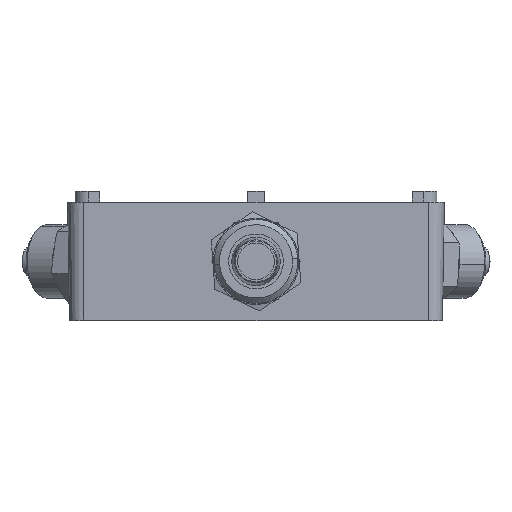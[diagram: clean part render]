
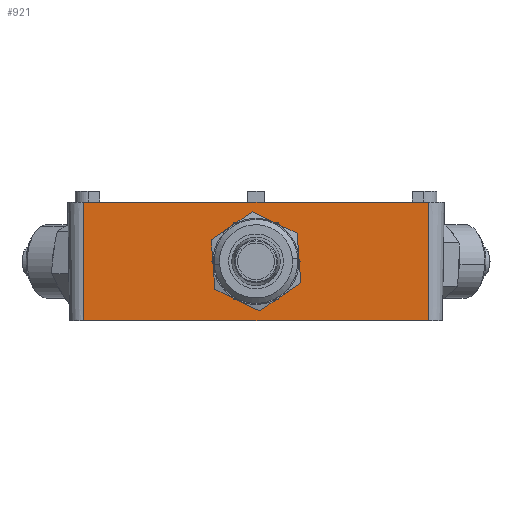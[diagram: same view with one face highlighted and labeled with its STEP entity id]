
A CAD part, front view. The second image highlights one B-rep face of the part: STEP entity #921.
In plain terms, the highlighted planar face has unit normal (0, -1, -0.018).
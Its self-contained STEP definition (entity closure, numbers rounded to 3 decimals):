
#921=ADVANCED_FACE('',(#2518,#2519),#2520,.T.);
#2518=FACE_BOUND('',#4877,.T.);
#2519=FACE_OUTER_BOUND('',#4878,.T.);
#2520=PLANE('',#4879);
#4877=EDGE_LOOP('',(#7729,#7730,#7731,#7732,#7733,#7734));
#4878=EDGE_LOOP('',(#7735,#7736,#7737,#7738));
#4879=AXIS2_PLACEMENT_3D('',#7739,#7740,#7741);
#7729=ORIENTED_EDGE('',*,*,#13971,.T.);
#7730=ORIENTED_EDGE('',*,*,#13972,.F.);
#7731=ORIENTED_EDGE('',*,*,#13973,.F.);
#7732=ORIENTED_EDGE('',*,*,#13974,.F.);
#7733=ORIENTED_EDGE('',*,*,#13975,.T.);
#7734=ORIENTED_EDGE('',*,*,#13976,.T.);
#7735=ORIENTED_EDGE('',*,*,#13977,.T.);
#7736=ORIENTED_EDGE('',*,*,#13830,.F.);
#7737=ORIENTED_EDGE('',*,*,#13978,.T.);
#7738=ORIENTED_EDGE('',*,*,#13937,.T.);
#7739=CARTESIAN_POINT('',(-178.568,-51.851,10.));
#7740=DIRECTION('',(0.,-1.,-0.017));
#7741=DIRECTION('',(0.,0.017,-1.));
#13830=EDGE_CURVE('',#16602,#16603,#16604,.T.);
#13937=EDGE_CURVE('',#16783,#16784,#16785,.T.);
#13971=EDGE_CURVE('',#16835,#16836,#16837,.T.);
#13972=EDGE_CURVE('',#16838,#16836,#16839,.T.);
#13973=EDGE_CURVE('',#16840,#16838,#16841,.T.);
#13974=EDGE_CURVE('',#16842,#16840,#16843,.T.);
#13975=EDGE_CURVE('',#16842,#16844,#16845,.T.);
#13976=EDGE_CURVE('',#16844,#16835,#16846,.T.);
#13977=EDGE_CURVE('',#16784,#16603,#16847,.T.);
#13978=EDGE_CURVE('',#16602,#16783,#16848,.T.);
#16602=VERTEX_POINT('',#20615);
#16603=VERTEX_POINT('',#20616);
#16604=LINE('',#20617,#20618);
#16783=VERTEX_POINT('',#20860);
#16784=VERTEX_POINT('',#20861);
#16785=LINE('',#20862,#20863);
#16835=VERTEX_POINT('',#20971);
#16836=VERTEX_POINT('',#20972);
#16837=LINE('',#20973,#20974);
#16838=VERTEX_POINT('',#20975);
#16839=LINE('',#20976,#20977);
#16840=VERTEX_POINT('',#20978);
#16841=LINE('',#20979,#20980);
#16842=VERTEX_POINT('',#20981);
#16843=LINE('',#20982,#20983);
#16844=VERTEX_POINT('',#20984);
#16845=LINE('',#20985,#20986);
#16846=LINE('',#20987,#20988);
#16847=LINE('',#20989,#20990);
#16848=LINE('',#20991,#20992);
#20615=CARTESIAN_POINT('',(-175.568,-51.851,10.));
#20616=CARTESIAN_POINT('',(-111.568,-51.851,10.));
#20617=CARTESIAN_POINT('',(-178.568,-51.851,10.));
#20618=VECTOR('',#25785,1000.0);
#20860=CARTESIAN_POINT('',(-175.568,-51.466,-12.));
#20861=CARTESIAN_POINT('',(-111.568,-51.466,-12.));
#20862=CARTESIAN_POINT('',(-178.568,-51.466,-12.));
#20863=VECTOR('',#25945,1000.0);
#20971=CARTESIAN_POINT('',(-139.44,-51.783,6.15));
#20972=CARTESIAN_POINT('',(-135.312,-51.659,-1.));
#20973=CARTESIAN_POINT('',(-150.887,-52.129,25.977));
#20974=VECTOR('',#25993,1000.0);
#20975=CARTESIAN_POINT('',(-139.44,-51.534,-8.15));
#20976=CARTESIAN_POINT('',(-139.472,-51.533,-8.205));
#20977=VECTOR('',#25994,1000.0);
#20978=CARTESIAN_POINT('',(-147.696,-51.534,-8.15));
#20979=CARTESIAN_POINT('',(-147.696,-51.534,-8.15));
#20980=VECTOR('',#25995,1000.0);
#20981=CARTESIAN_POINT('',(-151.824,-51.659,-1.));
#20982=CARTESIAN_POINT('',(-151.792,-51.658,-1.056));
#20983=VECTOR('',#25996,1000.0);
#20984=CARTESIAN_POINT('',(-147.696,-51.783,6.15));
#20985=CARTESIAN_POINT('',(-153.745,-51.6,-4.327));
#20986=VECTOR('',#25997,1000.0);
#20987=CARTESIAN_POINT('',(-178.568,-51.783,6.15));
#20988=VECTOR('',#25998,1000.0);
#20989=CARTESIAN_POINT('',(-111.568,-51.851,10.));
#20990=VECTOR('',#25999,1000.0);
#20991=CARTESIAN_POINT('',(-175.568,-51.851,10.));
#20992=VECTOR('',#26000,1000.0);
#25785=DIRECTION('',(1.0,0.0,0.));
#25945=DIRECTION('',(1.0,0.0,0.));
#25993=DIRECTION('',(0.5,0.015,-0.866));
#25994=DIRECTION('',(0.5,-0.015,0.866));
#25995=DIRECTION('',(1.0,0.,0.));
#25996=DIRECTION('',(0.5,0.015,-0.866));
#25997=DIRECTION('',(0.5,-0.015,0.866));
#25998=DIRECTION('',(1.0,0.,0.));
#25999=DIRECTION('',(0.,-0.017,1.));
#26000=DIRECTION('',(0.,0.017,-1.));
